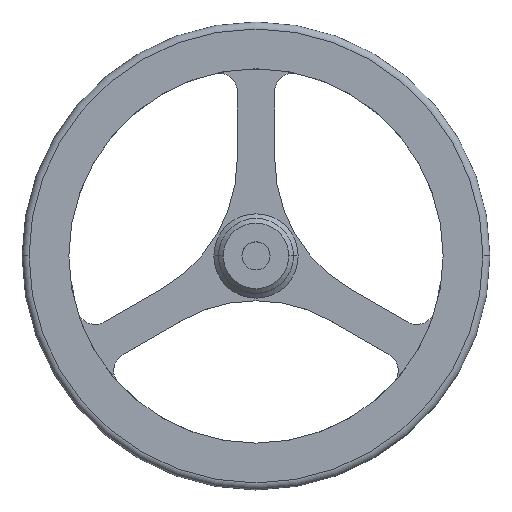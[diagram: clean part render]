
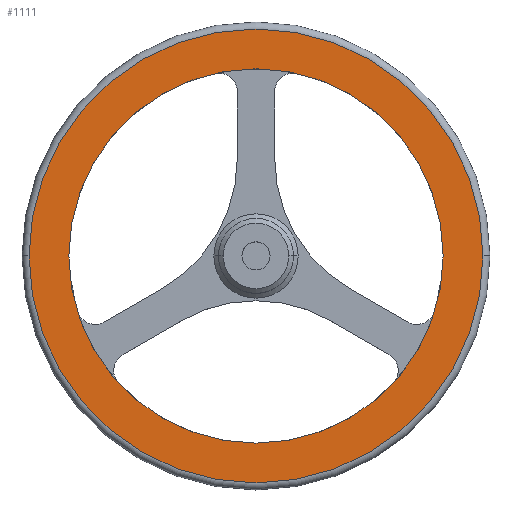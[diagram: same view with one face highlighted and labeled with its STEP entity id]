
A CAD part, top view. The second image highlights one B-rep face of the part: STEP entity #1111.
In plain terms, the highlighted planar face has unit normal (0, 0, 1).
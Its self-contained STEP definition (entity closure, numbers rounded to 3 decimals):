
#45 = VERTEX_POINT ( 'NONE', #350 ) ;
#189 = EDGE_LOOP ( 'NONE', ( #790, #2078 ) ) ;
#193 = CIRCLE ( 'NONE', #1619, 48.5 ) ;
#210 = DIRECTION ( 'NONE',  ( 0., 0., 1. ) ) ;
#236 = AXIS2_PLACEMENT_3D ( 'NONE', #2012, #210, #1189 ) ;
#243 = EDGE_CURVE ( 'NONE', #1940, #371, #449, .T. ) ;
#248 = VERTEX_POINT ( 'NONE', #1532 ) ;
#280 = CARTESIAN_POINT ( 'NONE',  ( 0., 0., 10. ) ) ;
#350 = CARTESIAN_POINT ( 'NONE',  ( 48.5, 0., 10. ) ) ;
#371 = VERTEX_POINT ( 'NONE', #1720 ) ;
#438 = CIRCLE ( 'NONE', #969, 48.5 ) ;
#449 = CIRCLE ( 'NONE', #236, 40. ) ;
#483 = FACE_OUTER_BOUND ( 'NONE', #1500, .T. ) ;
#486 = CARTESIAN_POINT ( 'NONE',  ( -40., 0., 10. ) ) ;
#630 = DIRECTION ( 'NONE',  ( 1., 0., 0. ) ) ;
#699 = EDGE_CURVE ( 'NONE', #45, #248, #438, .T. ) ;
#762 = DIRECTION ( 'NONE',  ( 1., 0., 0. ) ) ;
#790 = ORIENTED_EDGE ( 'NONE', *, *, #243, .F. ) ;
#897 = ORIENTED_EDGE ( 'NONE', *, *, #930, .T. ) ;
#901 = DIRECTION ( 'NONE',  ( 0., 0., 1. ) ) ;
#913 = CARTESIAN_POINT ( 'NONE',  ( 0., 0., 10. ) ) ;
#930 = EDGE_CURVE ( 'NONE', #248, #45, #193, .T. ) ;
#952 = CARTESIAN_POINT ( 'NONE',  ( 0., 0., 10. ) ) ;
#969 = AXIS2_PLACEMENT_3D ( 'NONE', #952, #1266, #630 ) ;
#1049 = CARTESIAN_POINT ( 'NONE',  ( 0., 0., 10. ) ) ;
#1050 = DIRECTION ( 'NONE',  ( 0., 0., 1. ) ) ;
#1111 = ADVANCED_FACE ( 'NONE', ( #483, #1725 ), #1115, .T. ) ;
#1115 = PLANE ( 'NONE',  #2056 ) ;
#1189 = DIRECTION ( 'NONE',  ( 1., 0., 0. ) ) ;
#1266 = DIRECTION ( 'NONE',  ( 0., 0., 1. ) ) ;
#1500 = EDGE_LOOP ( 'NONE', ( #1826, #897 ) ) ;
#1532 = CARTESIAN_POINT ( 'NONE',  ( -48.5, 0., 10. ) ) ;
#1619 = AXIS2_PLACEMENT_3D ( 'NONE', #1049, #901, #1875 ) ;
#1720 = CARTESIAN_POINT ( 'NONE',  ( 40., 0., 10. ) ) ;
#1725 = FACE_BOUND ( 'NONE', #189, .T. ) ;
#1726 = CIRCLE ( 'NONE', #1860, 40. ) ;
#1753 = EDGE_CURVE ( 'NONE', #371, #1940, #1726, .T. ) ;
#1772 = DIRECTION ( 'NONE',  ( 0., 0., 1. ) ) ;
#1826 = ORIENTED_EDGE ( 'NONE', *, *, #699, .T. ) ;
#1860 = AXIS2_PLACEMENT_3D ( 'NONE', #280, #1050, #2040 ) ;
#1875 = DIRECTION ( 'NONE',  ( 1., 0., 0. ) ) ;
#1940 = VERTEX_POINT ( 'NONE', #486 ) ;
#2012 = CARTESIAN_POINT ( 'NONE',  ( 0., 0., 10. ) ) ;
#2040 = DIRECTION ( 'NONE',  ( 1., 0., 0. ) ) ;
#2056 = AXIS2_PLACEMENT_3D ( 'NONE', #913, #1772, #762 ) ;
#2078 = ORIENTED_EDGE ( 'NONE', *, *, #1753, .F. ) ;
